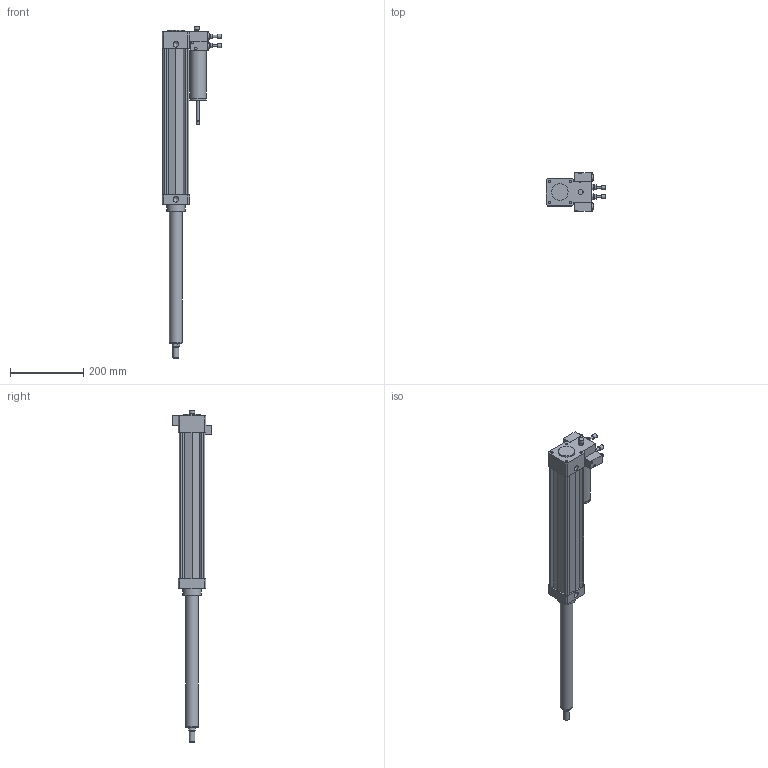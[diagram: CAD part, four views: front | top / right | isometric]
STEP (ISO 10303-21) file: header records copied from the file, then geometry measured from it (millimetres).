
FILE_DESCRIPTION((''),'2;1');
FILE_NAME('14630350D.F.0.stp','2008-04-24T08:36:03',('airolcr1'),(''),'Autodesk Inventor 2008','Autodesk Inventor 2008','');
FILE_SCHEMA(('AUTOMOTIVE_DESIGN { 1 0 10303 214 1 1 1 1 }'));
Length unit declared in the file: millimetre
Products named in the file (7): 14630350D.F.0; STELO Ø63 C 350; VAL ST NA IN; VAL ST NA OUT; REGOLATORE DR IN; REGOLATORE DR OUT
Assembly tree (6 placements, depth 2):
  14630350D.F.0
    14630350D.F.0
    STELO Ø63 C 350
    VAL ST NA IN
    VAL ST NA OUT
    REGOLATORE DR IN
    REGOLATORE DR OUT
Bounding box: 163 x 105.61 x 906 mm (x, y, z)
Volume: 2964044.7 mm3; surface area: 257879.9 mm2
Topology: 6 solids, 6 shells, 248 faces, 540 edges, 351 vertices
Faces by surface type: plane 135, cylinder 73, bspline 30, cone 9, torus 1
Full cylindrical faces by diameter (mm): 2 x2, 4 x8, 6 x2, 7 x8, 8 x2, 11 x2, 12 x2, 13 x1, 14 x1, 14.5 x1, 16 x1, 17 x2, 20 x1, 34.7 x1, 35 x2, 41 x1, 45 x3, 50 x1
Entity records: 6892 total; most frequent: CARTESIAN_POINT 1403, DIRECTION 1112, ORIENTED_EDGE 920, EDGE_CURVE 460, AXIS2_PLACEMENT_3D 421, EDGE_LOOP 364, VERTEX_POINT 340, VECTOR 270
